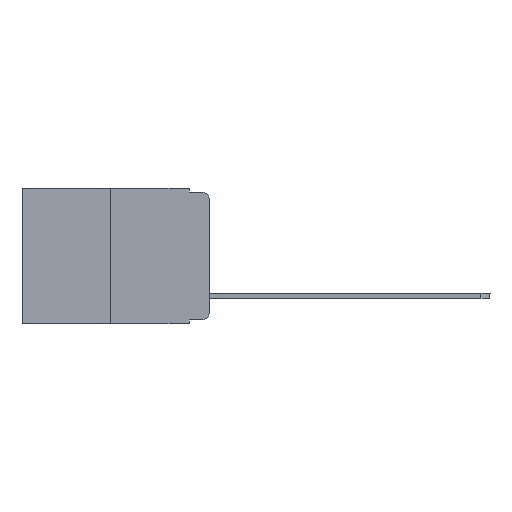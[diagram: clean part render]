
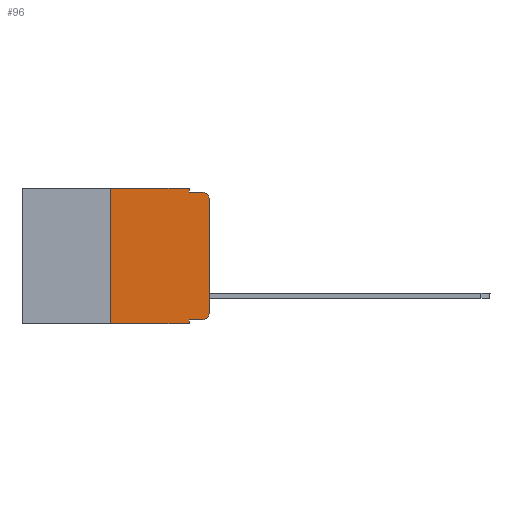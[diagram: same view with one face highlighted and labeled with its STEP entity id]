
A CAD part, left-side view. The second image highlights one B-rep face of the part: STEP entity #96.
In plain terms, the highlighted planar face has unit normal (-1, 0, 0).
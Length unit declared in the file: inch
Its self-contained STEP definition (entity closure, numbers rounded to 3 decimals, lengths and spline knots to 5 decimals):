
#96 = ADVANCED_FACE ( 'NONE', ( #11050 ), #5889, .F. ) ;
#905 = VECTOR ( 'NONE', #7666, 39.37008 ) ;
#1702 = VECTOR ( 'NONE', #10913, 39.37008 ) ;
#1856 = CIRCLE ( 'NONE', #2659, 0.02 ) ;
#2191 = DIRECTION ( 'NONE',  ( 0., 0., -1. ) ) ;
#2221 = VERTEX_POINT ( 'NONE', #11558 ) ;
#2375 = DIRECTION ( 'NONE',  ( 0., -1., 0. ) ) ;
#2473 = DIRECTION ( 'NONE',  ( 0., 0., -1. ) ) ;
#2659 = AXIS2_PLACEMENT_3D ( 'NONE', #3716, #2707, #2473 ) ;
#2707 = DIRECTION ( 'NONE',  ( -1., 0., 0. ) ) ;
#2756 = DIRECTION ( 'NONE',  ( 0., 0., -1. ) ) ;
#3067 = VECTOR ( 'NONE', #5479, 39.37008 ) ;
#3286 = EDGE_CURVE ( 'NONE', #15247, #13848, #5522, .T. ) ;
#3293 = VECTOR ( 'NONE', #16225, 39.37008 ) ;
#3456 = CARTESIAN_POINT ( 'NONE',  ( 0., 0.051, -0.01 ) ) ;
#3493 = LINE ( 'NONE', #10553, #3067 ) ;
#3716 = CARTESIAN_POINT ( 'NONE',  ( 0., 0.02, -0.03 ) ) ;
#3760 = CARTESIAN_POINT ( 'NONE',  ( 0., 0.051, 0. ) ) ;
#3763 = VECTOR ( 'NONE', #9326, 39.37008 ) ;
#3934 = LINE ( 'NONE', #3760, #15088 ) ;
#3996 = CARTESIAN_POINT ( 'NONE',  ( 0., 0.02, -0.01 ) ) ;
#4120 = CARTESIAN_POINT ( 'NONE',  ( 0., 0., 0. ) ) ;
#5208 = EDGE_CURVE ( 'NONE', #11703, #14975, #8004, .T. ) ;
#5427 = ORIENTED_EDGE ( 'NONE', *, *, #8398, .T. ) ;
#5452 = AXIS2_PLACEMENT_3D ( 'NONE', #12384, #9881, #12299 ) ;
#5479 = DIRECTION ( 'NONE',  ( 0., -1., 0. ) ) ;
#5522 = LINE ( 'NONE', #10750, #14492 ) ;
#5764 = DIRECTION ( 'NONE',  ( 0., -1., 0. ) ) ;
#5822 = ORIENTED_EDGE ( 'NONE', *, *, #12530, .F. ) ;
#5889 = PLANE ( 'NONE',  #5452 ) ;
#5968 = CARTESIAN_POINT ( 'NONE',  ( 0., 0.473, -0.343 ) ) ;
#6825 = ORIENTED_EDGE ( 'NONE', *, *, #5208, .T. ) ;
#6845 = ORIENTED_EDGE ( 'NONE', *, *, #12733, .T. ) ;
#6867 = LINE ( 'NONE', #12874, #905 ) ;
#7241 = VERTEX_POINT ( 'NONE', #13244 ) ;
#7342 = ORIENTED_EDGE ( 'NONE', *, *, #13172, .F. ) ;
#7666 = DIRECTION ( 'NONE',  ( 0., 0., 1. ) ) ;
#7849 = EDGE_CURVE ( 'NONE', #13114, #14091, #1856, .T. ) ;
#8004 = CIRCLE ( 'NONE', #9364, 0.02 ) ;
#8398 = EDGE_CURVE ( 'NONE', #14975, #13114, #13349, .T. ) ;
#8887 = ORIENTED_EDGE ( 'NONE', *, *, #14040, .T. ) ;
#9117 = VERTEX_POINT ( 'NONE', #9315 ) ;
#9187 = VERTEX_POINT ( 'NONE', #10820 ) ;
#9315 = CARTESIAN_POINT ( 'NONE',  ( 0., 0.051, -0.333 ) ) ;
#9326 = DIRECTION ( 'NONE',  ( 0., 0., 1. ) ) ;
#9364 = AXIS2_PLACEMENT_3D ( 'NONE', #14029, #11341, #2191 ) ;
#9646 = ORIENTED_EDGE ( 'NONE', *, *, #7849, .T. ) ;
#9881 = DIRECTION ( 'NONE',  ( 1., 0., 0. ) ) ;
#10377 = ORIENTED_EDGE ( 'NONE', *, *, #16054, .F. ) ;
#10553 = CARTESIAN_POINT ( 'NONE',  ( 0., 0.051, -0.333 ) ) ;
#10750 = CARTESIAN_POINT ( 'NONE',  ( 0., 0.473, 0. ) ) ;
#10820 = CARTESIAN_POINT ( 'NONE',  ( 0., 0.25, -0.343 ) ) ;
#10913 = DIRECTION ( 'NONE',  ( 0., 0., -1. ) ) ;
#11050 = FACE_OUTER_BOUND ( 'NONE', #15864, .T. ) ;
#11081 = LINE ( 'NONE', #14686, #1702 ) ;
#11341 = DIRECTION ( 'NONE',  ( -1., 0., 0. ) ) ;
#11558 = CARTESIAN_POINT ( 'NONE',  ( 0., 0.051, -0.01 ) ) ;
#11703 = VERTEX_POINT ( 'NONE', #15468 ) ;
#12156 = CARTESIAN_POINT ( 'NONE',  ( 0., 0.051, 0. ) ) ;
#12299 = DIRECTION ( 'NONE',  ( 0., 0., -1. ) ) ;
#12384 = CARTESIAN_POINT ( 'NONE',  ( 0., 0.473, 0. ) ) ;
#12530 = EDGE_CURVE ( 'NONE', #9117, #7241, #3934, .T. ) ;
#12733 = EDGE_CURVE ( 'NONE', #9187, #7241, #13631, .T. ) ;
#12874 = CARTESIAN_POINT ( 'NONE',  ( 0., 0.25, 0. ) ) ;
#13114 = VERTEX_POINT ( 'NONE', #14907 ) ;
#13172 = EDGE_CURVE ( 'NONE', #9187, #15247, #6867, .T. ) ;
#13244 = CARTESIAN_POINT ( 'NONE',  ( 0., 0.051, -0.343 ) ) ;
#13349 = LINE ( 'NONE', #4120, #3763 ) ;
#13440 = EDGE_CURVE ( 'NONE', #13848, #2221, #11081, .T. ) ;
#13627 = ORIENTED_EDGE ( 'NONE', *, *, #3286, .F. ) ;
#13631 = LINE ( 'NONE', #5968, #3293 ) ;
#13848 = VERTEX_POINT ( 'NONE', #12156 ) ;
#14029 = CARTESIAN_POINT ( 'NONE',  ( 0., 0.02, -0.313 ) ) ;
#14040 = EDGE_CURVE ( 'NONE', #9117, #11703, #3493, .T. ) ;
#14091 = VERTEX_POINT ( 'NONE', #3996 ) ;
#14323 = ORIENTED_EDGE ( 'NONE', *, *, #13440, .F. ) ;
#14492 = VECTOR ( 'NONE', #5764, 39.37008 ) ;
#14686 = CARTESIAN_POINT ( 'NONE',  ( 0., 0.051, 0. ) ) ;
#14872 = VECTOR ( 'NONE', #2375, 39.37008 ) ;
#14907 = CARTESIAN_POINT ( 'NONE',  ( 0., 0., -0.03 ) ) ;
#14964 = LINE ( 'NONE', #3456, #14872 ) ;
#14975 = VERTEX_POINT ( 'NONE', #15461 ) ;
#15088 = VECTOR ( 'NONE', #2756, 39.37008 ) ;
#15247 = VERTEX_POINT ( 'NONE', #16510 ) ;
#15461 = CARTESIAN_POINT ( 'NONE',  ( 0., 0., -0.313 ) ) ;
#15468 = CARTESIAN_POINT ( 'NONE',  ( 0., 0.02, -0.333 ) ) ;
#15864 = EDGE_LOOP ( 'NONE', ( #5427, #9646, #10377, #14323, #13627, #7342, #6845, #5822, #8887, #6825 ) ) ;
#16054 = EDGE_CURVE ( 'NONE', #2221, #14091, #14964, .T. ) ;
#16225 = DIRECTION ( 'NONE',  ( 0., -1., 0. ) ) ;
#16510 = CARTESIAN_POINT ( 'NONE',  ( 0., 0.25, 0. ) ) ;
